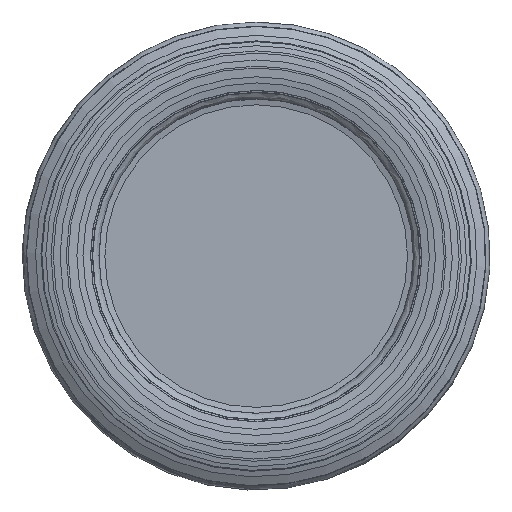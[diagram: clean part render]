
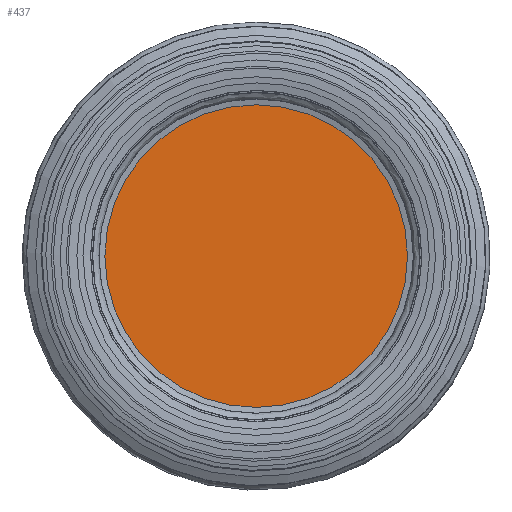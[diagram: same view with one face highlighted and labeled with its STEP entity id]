
A CAD part, front view. The second image highlights one B-rep face of the part: STEP entity #437.
In plain terms, the highlighted planar face has unit normal (0, -1, 0).
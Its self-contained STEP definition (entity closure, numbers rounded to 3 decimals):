
#210=PLANE('',#1367);
#232=FACE_OUTER_BOUND('',#711,.T.);
#437=ADVANCED_FACE('',(#232),#210,.F.);
#711=EDGE_LOOP('',(#953));
#953=ORIENTED_EDGE('',*,*,#1176,.F.);
#1055=VERTEX_POINT('',#2381);
#1176=EDGE_CURVE('',#1055,#1055,#1248,.T.);
#1248=CIRCLE('',#1365,12.322);
#1365=AXIS2_PLACEMENT_3D('',#2380,#1669,#1670);
#1367=AXIS2_PLACEMENT_3D('',#2383,#1673,#1674);
#1669=DIRECTION('',(0.,1.,0.));
#1670=DIRECTION('',(0.,0.,1.));
#1673=DIRECTION('',(0.,1.,0.));
#1674=DIRECTION('',(0.,0.,1.));
#2380=CARTESIAN_POINT('',(0.,1.149,0.));
#2381=CARTESIAN_POINT('',(0.,1.149,12.322));
#2383=CARTESIAN_POINT('',(0.,1.149,0.));
